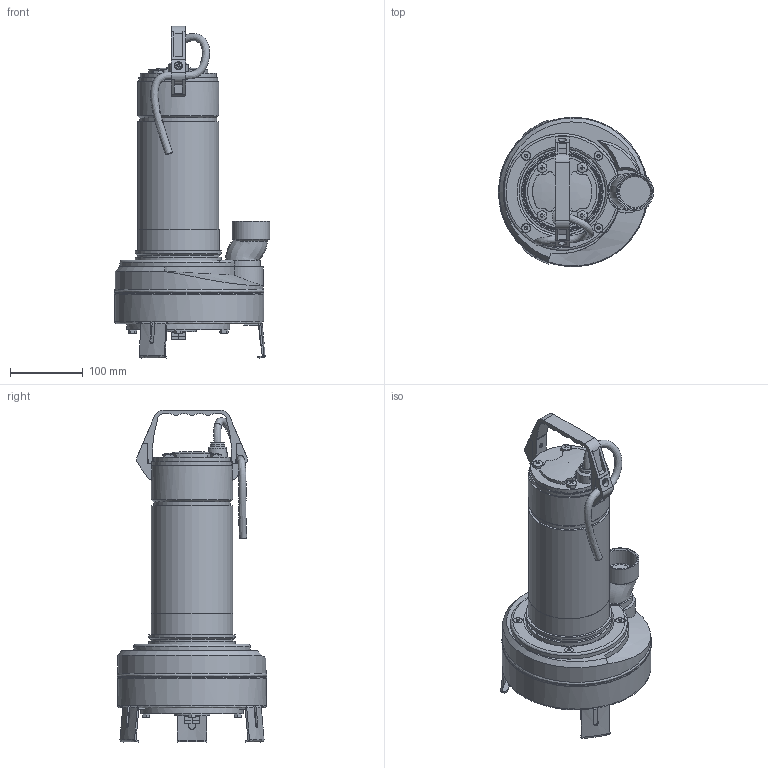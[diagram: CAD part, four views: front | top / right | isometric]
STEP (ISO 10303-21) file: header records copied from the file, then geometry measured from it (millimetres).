
FILE_DESCRIPTION(('STEP AP214'),'2;1');
FILE_NAME('4_93_490_03_REV00.stp','2014-07-07T14:58:15',(''),(''),'2014.1.117','THINKDESIGN','');
FILE_SCHEMA(('AUTOMOTIVE_DESIGN'));
Length unit declared in the file: millimetre
Bounding box: 213.75 x 206 x 457.38 mm (x, y, z)
Volume: 5500008 mm3; surface area: 328913.6 mm2
Topology: 3 solids, 3 shells, 833 faces, 2390 edges, 1604 vertices
Faces by surface type: plane 455, bspline 220, cylinder 158
Full cylindrical faces by diameter (mm): 4.2 x2, 5 x2, 5.5 x2, 6 x8, 6.6 x2, 10 x2, 10.5 x1, 11 x2, 12 x4, 20 x1, 27.9 x1, 42 x1, 45 x1, 49.2 x1, 50 x1, 51.5 x1, 95.5 x1, 102 x1, 104.6 x1, 105 x1, 106 x1, 112 x2, 112.5 x1, 113 x1, 118.7 x2, 119 x1, 125 x1, 142 x1, 204 x1, 205 x1
Entity records: 42601 total; most frequent: CARTESIAN_POINT 14796, ORIENTED_EDGE 4630, DIRECTION 3621, EDGE_CURVE 2315, VERTEX_POINT 1538, AXIS2_PLACEMENT_3D 1227, VECTOR 1167, LINE 1167
